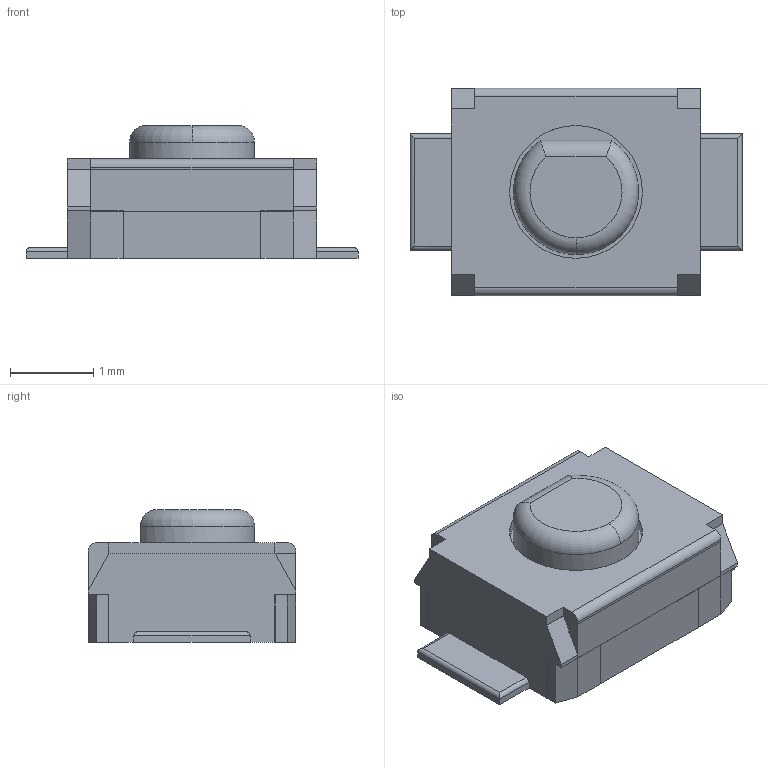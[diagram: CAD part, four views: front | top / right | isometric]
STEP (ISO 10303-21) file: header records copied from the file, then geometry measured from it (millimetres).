
FILE_DESCRIPTION( ( '' ), ' ' );
FILE_NAME( '5b1bfe4333d4540ea93b9952.step', '2018-06-09T16:20:19', ( '' ), ( '' ), ' ', ' ', ' ' );
FILE_SCHEMA( ( 'AUTOMOTIVE_DESIGN { 1 0 10303 214 1 1 1 1 }' ) );
Length unit declared in the file: metre
Products named in the file (7): Open CASCADE STEP translator 6.8 1
Bounding box: 4 x 2.5 x 1.6 mm (x, y, z)
Volume: 9.8 mm3; surface area: 55 mm2
Topology: 7 solids, 7 shells, 107 faces, 266 edges, 174 vertices
Faces by surface type: plane 94, cylinder 11, torus 2
Full cylindrical faces by diameter (mm): 1.6 x1
Entity records: 5388 total; most frequent: CARTESIAN_POINT 577, ORIENTED_EDGE 530, DIRECTION 507, STYLED_ITEM 372, PRESENTATION_STYLE_ASSIGNMENT 372, COLOUR_RGB 372, EDGE_CURVE 265, CURVE_STYLE 265
